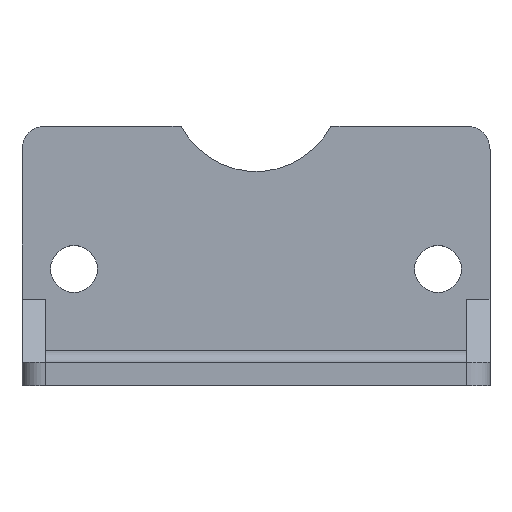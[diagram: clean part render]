
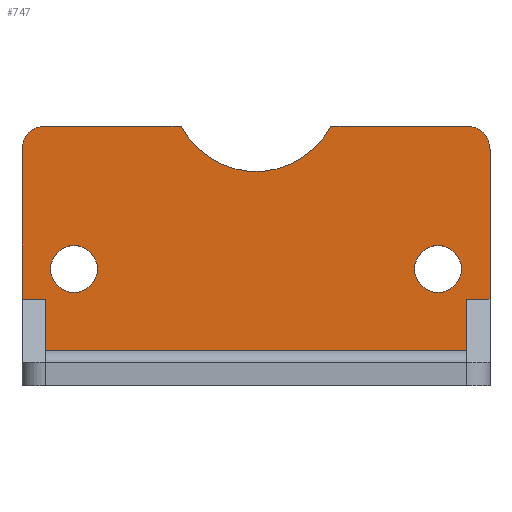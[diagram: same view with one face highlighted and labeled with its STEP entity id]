
A CAD part, top view. The second image highlights one B-rep face of the part: STEP entity #747.
In plain terms, the highlighted planar face has unit normal (0, 0, 1).
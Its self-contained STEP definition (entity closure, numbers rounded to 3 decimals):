
#8 = VECTOR ( 'NONE', #279, 1000. ) ;
#9 = LINE ( 'NONE', #360, #125 ) ;
#20 = EDGE_CURVE ( 'NONE', #27, #589, #973, .T. ) ;
#27 = VERTEX_POINT ( 'NONE', #406 ) ;
#41 = CARTESIAN_POINT ( 'NONE',  ( -81., 82., 0. ) ) ;
#42 = LINE ( 'NONE', #56, #91 ) ;
#52 = LINE ( 'NONE', #280, #8 ) ;
#53 = EDGE_CURVE ( 'NONE', #362, #798, #946, .T. ) ;
#56 = CARTESIAN_POINT ( 'NONE',  ( -90., 91., 0. ) ) ;
#91 = VECTOR ( 'NONE', #263, 1000. ) ;
#92 = CIRCLE ( 'NONE', #994, 9. ) ;
#98 = VECTOR ( 'NONE', #844, 1000. ) ;
#116 = LINE ( 'NONE', #473, #863 ) ;
#125 = VECTOR ( 'NONE', #545, 1000. ) ;
#129 = CARTESIAN_POINT ( 'NONE',  ( 90., 24.333, 0. ) ) ;
#130 = ORIENTED_EDGE ( 'NONE', *, *, #53, .F. ) ;
#151 = ORIENTED_EDGE ( 'NONE', *, *, #932, .F. ) ;
#155 = CARTESIAN_POINT ( 'NONE',  ( -81., 91., 0. ) ) ;
#163 = CARTESIAN_POINT ( 'NONE',  ( 81., 4.5, 0. ) ) ;
#167 = DIRECTION ( 'NONE',  ( 0., 0., 1. ) ) ;
#181 = LINE ( 'NONE', #769, #98 ) ;
#192 = ORIENTED_EDGE ( 'NONE', *, *, #455, .F. ) ;
#195 = DIRECTION ( 'NONE',  ( 1., 0., 0. ) ) ;
#196 = VERTEX_POINT ( 'NONE', #416 ) ;
#197 = AXIS2_PLACEMENT_3D ( 'NONE', #935, #504, #526 ) ;
#211 = ORIENTED_EDGE ( 'NONE', *, *, #870, .F. ) ;
#213 = VERTEX_POINT ( 'NONE', #155 ) ;
#214 = CIRCLE ( 'NONE', #438, 32.5 ) ;
#227 = CARTESIAN_POINT ( 'NONE',  ( -81., 24.333, 0. ) ) ;
#240 = ORIENTED_EDGE ( 'NONE', *, *, #656, .T. ) ;
#243 = CARTESIAN_POINT ( 'NONE',  ( -81., 4.5, 0. ) ) ;
#247 = CARTESIAN_POINT ( 'NONE',  ( 79., 36., 0. ) ) ;
#258 = CIRCLE ( 'NONE', #907, 9. ) ;
#261 = EDGE_CURVE ( 'NONE', #956, #754, #181, .T. ) ;
#263 = DIRECTION ( 'NONE',  ( 1., 0., 0. ) ) ;
#264 = CIRCLE ( 'NONE', #403, 9. ) ;
#268 = EDGE_CURVE ( 'NONE', #629, #873, #214, .T. ) ;
#278 = FACE_BOUND ( 'NONE', #327, .T. ) ;
#279 = DIRECTION ( 'NONE',  ( 1., 0., 0. ) ) ;
#280 = CARTESIAN_POINT ( 'NONE',  ( -90., 91., 0. ) ) ;
#284 = DIRECTION ( 'NONE',  ( 0., 0., 1. ) ) ;
#286 = EDGE_LOOP ( 'NONE', ( #192, #211 ) ) ;
#292 = CIRCLE ( 'NONE', #775, 9. ) ;
#295 = DIRECTION ( 'NONE',  ( 0., -1., 0. ) ) ;
#317 = DIRECTION ( 'NONE',  ( 1., 0., 0. ) ) ;
#320 = EDGE_CURVE ( 'NONE', #873, #927, #52, .T. ) ;
#322 = CARTESIAN_POINT ( 'NONE',  ( -79., 36., 0. ) ) ;
#327 = EDGE_LOOP ( 'NONE', ( #130, #151 ) ) ;
#329 = CARTESIAN_POINT ( 'NONE',  ( 70., 36., 0. ) ) ;
#336 = DIRECTION ( 'NONE',  ( 1., 0., 0. ) ) ;
#346 = AXIS2_PLACEMENT_3D ( 'NONE', #908, #952, #662 ) ;
#353 = LINE ( 'NONE', #761, #783 ) ;
#358 = EDGE_LOOP ( 'NONE', ( #391, #404, #409, #432, #531, #723, #786, #943, #833, #240, #811, #838 ) ) ;
#360 = CARTESIAN_POINT ( 'NONE',  ( 81., 0., 0. ) ) ;
#362 = VERTEX_POINT ( 'NONE', #247 ) ;
#391 = ORIENTED_EDGE ( 'NONE', *, *, #771, .F. ) ;
#399 = DIRECTION ( 'NONE',  ( 0., 0., 1. ) ) ;
#403 = AXIS2_PLACEMENT_3D ( 'NONE', #737, #729, #957 ) ;
#404 = ORIENTED_EDGE ( 'NONE', *, *, #686, .T. ) ;
#406 = CARTESIAN_POINT ( 'NONE',  ( -90., 82., 0. ) ) ;
#409 = ORIENTED_EDGE ( 'NONE', *, *, #20, .T. ) ;
#416 = CARTESIAN_POINT ( 'NONE',  ( 81., 24.333, 0. ) ) ;
#417 = CARTESIAN_POINT ( 'NONE',  ( 70., 36., 0. ) ) ;
#432 = ORIENTED_EDGE ( 'NONE', *, *, #546, .F. ) ;
#438 = AXIS2_PLACEMENT_3D ( 'NONE', #803, #779, #685 ) ;
#455 = EDGE_CURVE ( 'NONE', #472, #967, #537, .T. ) ;
#462 = CARTESIAN_POINT ( 'NONE',  ( 90., 24.333, 0. ) ) ;
#470 = CARTESIAN_POINT ( 'NONE',  ( 90., 82., 0. ) ) ;
#472 = VERTEX_POINT ( 'NONE', #843 ) ;
#473 = CARTESIAN_POINT ( 'NONE',  ( 90., 4.5, 0. ) ) ;
#502 = CARTESIAN_POINT ( 'NONE',  ( -90., 0., 0. ) ) ;
#504 = DIRECTION ( 'NONE',  ( 0., 0., 1. ) ) ;
#526 = DIRECTION ( 'NONE',  ( 1., 0., 0. ) ) ;
#528 = AXIS2_PLACEMENT_3D ( 'NONE', #329, #167, #317 ) ;
#531 = ORIENTED_EDGE ( 'NONE', *, *, #261, .F. ) ;
#537 = CIRCLE ( 'NONE', #197, 9. ) ;
#545 = DIRECTION ( 'NONE',  ( 0., 1., 0. ) ) ;
#546 = EDGE_CURVE ( 'NONE', #754, #589, #995, .T. ) ;
#553 = CARTESIAN_POINT ( 'NONE',  ( -28.831, 91., 0. ) ) ;
#554 = CARTESIAN_POINT ( 'NONE',  ( 81., 91., 0. ) ) ;
#564 = DIRECTION ( 'NONE',  ( 1., 0., 0. ) ) ;
#589 = VERTEX_POINT ( 'NONE', #765 ) ;
#609 = VERTEX_POINT ( 'NONE', #462 ) ;
#629 = VERTEX_POINT ( 'NONE', #553 ) ;
#656 = EDGE_CURVE ( 'NONE', #792, #927, #292, .T. ) ;
#662 = DIRECTION ( 'NONE',  ( 0., -1., 0. ) ) ;
#678 = DIRECTION ( 'NONE',  ( 0., -1., 0. ) ) ;
#682 = FACE_BOUND ( 'NONE', #286, .T. ) ;
#685 = DIRECTION ( 'NONE',  ( 1., 0., 0. ) ) ;
#686 = EDGE_CURVE ( 'NONE', #213, #27, #92, .T. ) ;
#695 = EDGE_CURVE ( 'NONE', #196, #609, #921, .T. ) ;
#702 = CARTESIAN_POINT ( 'NONE',  ( 81., 82., 0. ) ) ;
#707 = VERTEX_POINT ( 'NONE', #163 ) ;
#719 = DIRECTION ( 'NONE',  ( 0., 0., 1. ) ) ;
#720 = FACE_OUTER_BOUND ( 'NONE', #358, .T. ) ;
#722 = CARTESIAN_POINT ( 'NONE',  ( -90., 24.333, 0. ) ) ;
#723 = ORIENTED_EDGE ( 'NONE', *, *, #746, .T. ) ;
#729 = DIRECTION ( 'NONE',  ( 0., 0., 1. ) ) ;
#737 = CARTESIAN_POINT ( 'NONE',  ( -70., 36., 0. ) ) ;
#746 = EDGE_CURVE ( 'NONE', #956, #707, #116, .T. ) ;
#747 = ADVANCED_FACE ( 'NONE', ( #278, #682, #720 ), #904, .T. ) ;
#754 = VERTEX_POINT ( 'NONE', #227 ) ;
#758 = DIRECTION ( 'NONE',  ( 0., -1., 0. ) ) ;
#761 = CARTESIAN_POINT ( 'NONE',  ( 90., 0., 0. ) ) ;
#765 = CARTESIAN_POINT ( 'NONE',  ( -90., 24.333, 0. ) ) ;
#769 = CARTESIAN_POINT ( 'NONE',  ( -81., 0., 0. ) ) ;
#771 = EDGE_CURVE ( 'NONE', #213, #629, #42, .T. ) ;
#773 = DIRECTION ( 'NONE',  ( -1., 0., 0. ) ) ;
#775 = AXIS2_PLACEMENT_3D ( 'NONE', #702, #719, #758 ) ;
#779 = DIRECTION ( 'NONE',  ( 0., 0., 1. ) ) ;
#783 = VECTOR ( 'NONE', #678, 1000. ) ;
#786 = ORIENTED_EDGE ( 'NONE', *, *, #941, .T. ) ;
#792 = VERTEX_POINT ( 'NONE', #470 ) ;
#798 = VERTEX_POINT ( 'NONE', #868 ) ;
#803 = CARTESIAN_POINT ( 'NONE',  ( 0., 106., 0. ) ) ;
#811 = ORIENTED_EDGE ( 'NONE', *, *, #320, .F. ) ;
#833 = ORIENTED_EDGE ( 'NONE', *, *, #876, .F. ) ;
#838 = ORIENTED_EDGE ( 'NONE', *, *, #268, .F. ) ;
#843 = CARTESIAN_POINT ( 'NONE',  ( -61., 36., 0. ) ) ;
#844 = DIRECTION ( 'NONE',  ( 0., 1., 0. ) ) ;
#863 = VECTOR ( 'NONE', #195, 1000. ) ;
#868 = CARTESIAN_POINT ( 'NONE',  ( 61., 36., 0. ) ) ;
#870 = EDGE_CURVE ( 'NONE', #967, #472, #264, .T. ) ;
#873 = VERTEX_POINT ( 'NONE', #954 ) ;
#876 = EDGE_CURVE ( 'NONE', #792, #609, #353, .T. ) ;
#900 = VECTOR ( 'NONE', #773, 1000. ) ;
#901 = DIRECTION ( 'NONE',  ( 0., -1., 0. ) ) ;
#904 = PLANE ( 'NONE',  #346 ) ;
#907 = AXIS2_PLACEMENT_3D ( 'NONE', #417, #399, #336 ) ;
#908 = CARTESIAN_POINT ( 'NONE',  ( -90., 0., 0. ) ) ;
#921 = LINE ( 'NONE', #129, #999 ) ;
#927 = VERTEX_POINT ( 'NONE', #554 ) ;
#932 = EDGE_CURVE ( 'NONE', #798, #362, #258, .T. ) ;
#935 = CARTESIAN_POINT ( 'NONE',  ( -70., 36., 0. ) ) ;
#941 = EDGE_CURVE ( 'NONE', #707, #196, #9, .T. ) ;
#943 = ORIENTED_EDGE ( 'NONE', *, *, #695, .T. ) ;
#946 = CIRCLE ( 'NONE', #528, 9. ) ;
#952 = DIRECTION ( 'NONE',  ( 0., 0., 1. ) ) ;
#954 = CARTESIAN_POINT ( 'NONE',  ( 28.831, 91., 0. ) ) ;
#956 = VERTEX_POINT ( 'NONE', #243 ) ;
#957 = DIRECTION ( 'NONE',  ( 1., 0., 0. ) ) ;
#960 = VECTOR ( 'NONE', #295, 1000. ) ;
#967 = VERTEX_POINT ( 'NONE', #322 ) ;
#973 = LINE ( 'NONE', #502, #960 ) ;
#994 = AXIS2_PLACEMENT_3D ( 'NONE', #41, #284, #901 ) ;
#995 = LINE ( 'NONE', #722, #900 ) ;
#999 = VECTOR ( 'NONE', #564, 1000. ) ;
